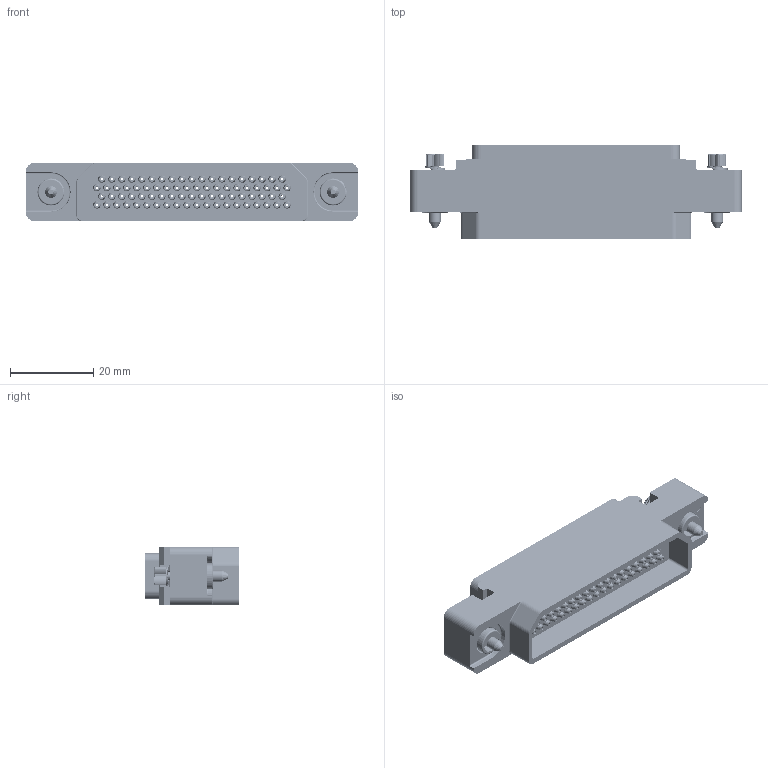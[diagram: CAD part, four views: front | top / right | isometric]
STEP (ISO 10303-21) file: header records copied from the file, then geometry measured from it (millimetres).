
FILE_DESCRIPTION((''),'2;1');
FILE_NAME('1900ND12P1A00A','2019-11-05T',('presta_be4'),(''),'CREO PARAMETRIC BY PTC INC, 2018360','CREO PARAMETRIC BY PTC INC, 2018360','');
FILE_SCHEMA(('CONFIG_CONTROL_DESIGN'));
Products named in the file (1): 1900ND12P1A00A
Bounding box: 80 x 22.8 x 14 mm (x, y, z)
Volume: 13005.4 mm3; surface area: 16911.1 mm2
Topology: 7 solids, 7 shells, 7699 faces, 17152 edges, 10108 vertices
Faces by surface type: cylinder 2289, plane 1967, torus 1908, cone 1284, extrusion 251
Entity records: 223305 total; most frequent: CARTESIAN_POINT 47550, DIRECTION 40311, ORIENTED_EDGE 34296, EDGE_CURVE 17148, AXIS2_PLACEMENT_3D 16298, VERTEX_POINT 10108, CIRCLE 8850, EDGE_LOOP 8512
